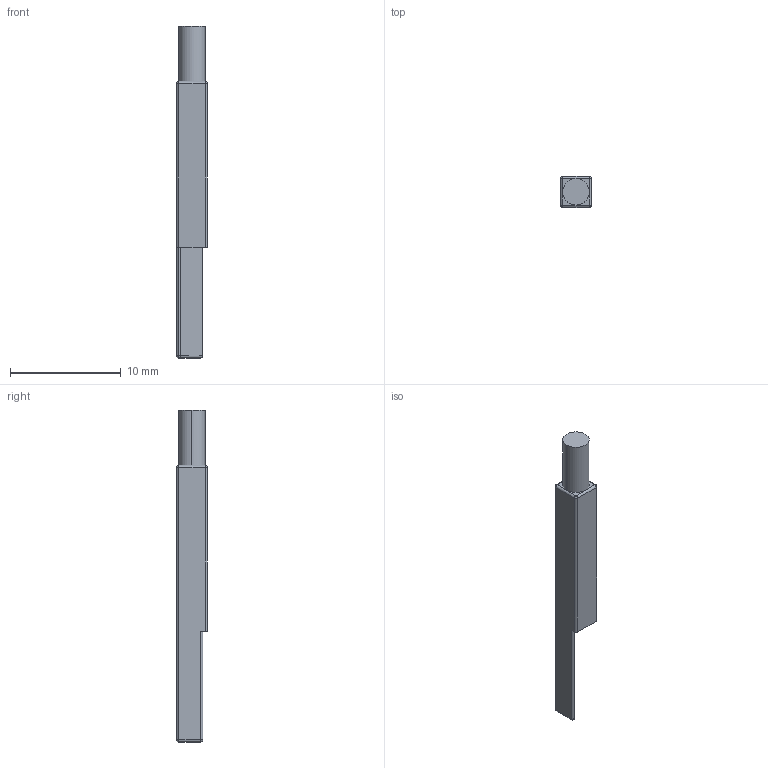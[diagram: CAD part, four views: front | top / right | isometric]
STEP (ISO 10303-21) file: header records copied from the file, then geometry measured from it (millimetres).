
FILE_DESCRIPTION(('OneSpaceDesigner STEP Export'),'2;1');
FILE_NAME('CR_Q12.stp','2007-10-15T11:51:26',(''),(''),'OneSpace Designer STEP processor for AP214 (Solid Model)','OneSpace Designer 13.20B 05-Dec-2005 (C) CoCreate Software GmbH','');
FILE_SCHEMA(('AUTOMOTIVE_DESIGN { 1 0 10303 214 1 1 1 1 }'));
Length unit declared in the file: millimetre
Products named in the file (2): CR_Q12
Assembly tree (1 placements, depth 2):
  CR_Q12
    CR_Q12
Bounding box: 2.8 x 2.8 x 30 mm (x, y, z)
Volume: 173.8 mm3; surface area: 294.5 mm2
Topology: 1 solids, 1 shells, 37 faces, 82 edges, 40 vertices
Faces by surface type: cylinder 16, plane 12, sphere 9
Entity records: 1221 total; most frequent: DIRECTION 166, ORIENTED_EDGE 150, CARTESIAN_POINT 140, EDGE_CURVE 75, AXIS2_PLACEMENT_3D 66, VERTEX_POINT 40, COLOUR_RGB 38, FILL_AREA_STYLE_COLOUR 38
